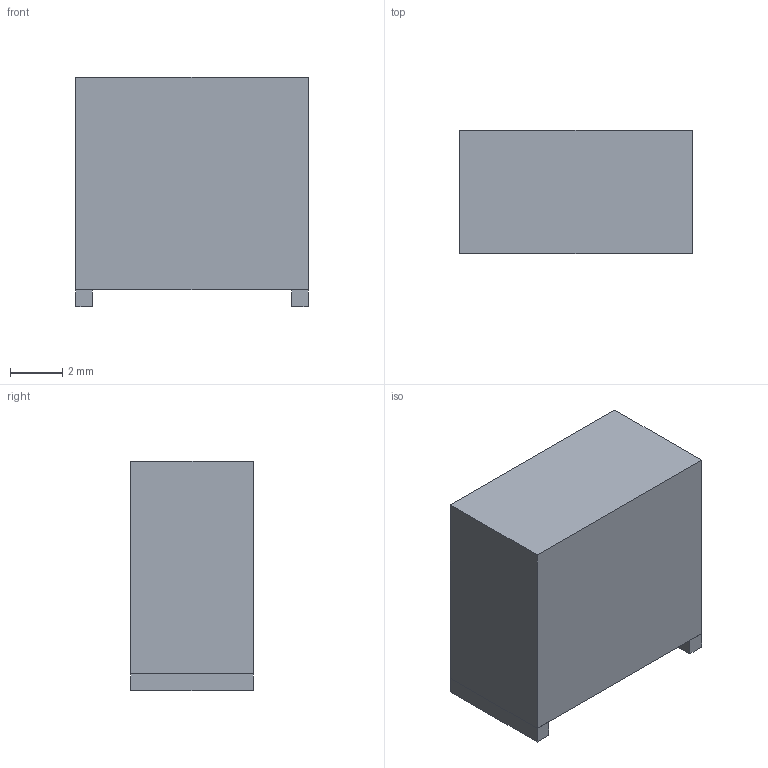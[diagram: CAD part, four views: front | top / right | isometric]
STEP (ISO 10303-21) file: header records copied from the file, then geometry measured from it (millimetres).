
FILE_DESCRIPTION (( 'STEP AP214' ), '1' );
FILE_NAME ('PCC-1_2-R.STEP', '2020-02-03T02:41:53', ( '' ), ( '' ), 'SwSTEP 2.0', 'SolidWorks 2019', '' );
FILE_SCHEMA (( 'AUTOMOTIVE_DESIGN' ));
Length unit declared in the file: inch
Products named in the file (6): 8134220976; Extruded_62; 8134220576; Extruded_61; PCC-1_2-R
Assembly tree (6 placements, depth 3):
  PCC-1_2-R
    8134220976
      Extruded_61
    8134220976
      Extruded_61
    8134220576
      Extruded_62
Bounding box: 8.89 x 4.7 x 8.76 mm (x, y, z)
Volume: 343.2 mm3; surface area: 329.8 mm2
Topology: 3 solids, 3 shells, 18 faces, 36 edges, 24 vertices
Faces by surface type: plane 18
Entity records: 680 total; most frequent: DIRECTION 72, CARTESIAN_POINT 64, ORIENTED_EDGE 48, EDGE_CURVE 24, VECTOR 24, LINE 24, AXIS2_PLACEMENT_3D 24, UNCERTAINTY_MEASURE_WITH_UNIT 22
